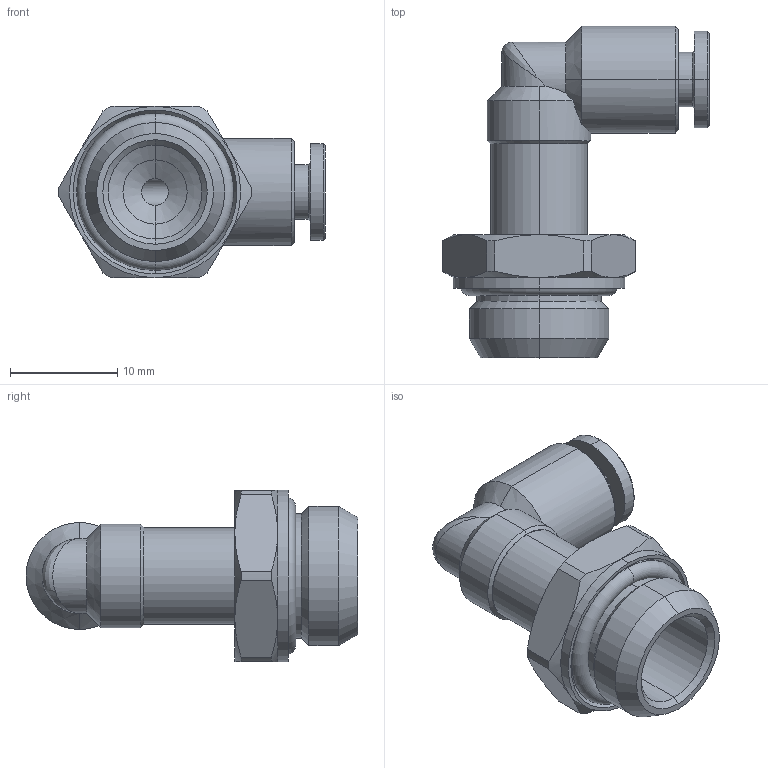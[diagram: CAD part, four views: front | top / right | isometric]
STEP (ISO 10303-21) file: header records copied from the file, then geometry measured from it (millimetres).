
FILE_DESCRIPTION (( 'STEP AP203' ), '1' );
FILE_NAME ('B0090012.STEP', '2012-08-23T12:41:18', ( 'Flavio' ), ( '' ), 'SwSTEP 2.0', 'SolidWorks 2011', '' );
FILE_SCHEMA (( 'CONFIG_CONTROL_DESIGN' ));
Length unit declared in the file: millimetre
Products named in the file (1): B0090012
Bounding box: 24.9 x 31 x 16 mm (x, y, z)
Volume: 2713 mm3; surface area: 2850.9 mm2
Topology: 2 solids, 4 shells, 107 faces, 234 edges, 138 vertices
Faces by surface type: cone 42, cylinder 39, plane 21, torus 4, bspline 1
Entity records: 3184 total; most frequent: CARTESIAN_POINT 775, DIRECTION 519, ORIENTED_EDGE 464, EDGE_CURVE 232, AXIS2_PLACEMENT_3D 220, VERTEX_POINT 138, EDGE_LOOP 116, CIRCLE 113
